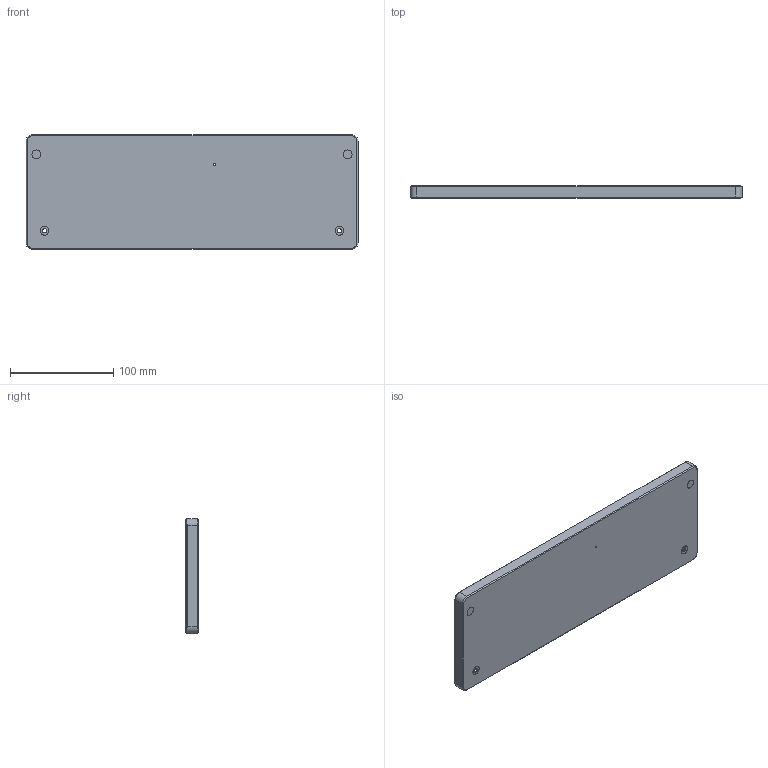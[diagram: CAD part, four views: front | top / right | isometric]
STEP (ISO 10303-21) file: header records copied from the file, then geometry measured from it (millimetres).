
FILE_DESCRIPTION(('STEP AP214'),'1');
FILE_NAME('WhiteFox Case.stp','2018-03-07T03:29:02',(' '),(' '),'Spatial InterOp 3D',' ',' ');
FILE_SCHEMA(('automotive_design'));
Length unit declared in the file: millimetre
Products named in the file (1): WhiteFox Case
Bounding box: 321 x 11.97 x 110.81 mm (x, y, z)
Volume: 118684.5 mm3; surface area: 88594.1 mm2
Topology: 1 solids, 1 shells, 121 faces, 307 edges, 194 vertices
Faces by surface type: cylinder 51, plane 48, cone 22
Full cylindrical faces by diameter (mm): 1.6 x8, 2 x1, 4.3 x2, 8.5 x4
Entity records: 4458 total; most frequent: DIRECTION 632, CARTESIAN_POINT 586, ORIENTED_EDGE 544, EDGE_CURVE 272, AXIS2_PLACEMENT_3D 238, VERTEX_POINT 192, EDGE_LOOP 160, LINE 156
